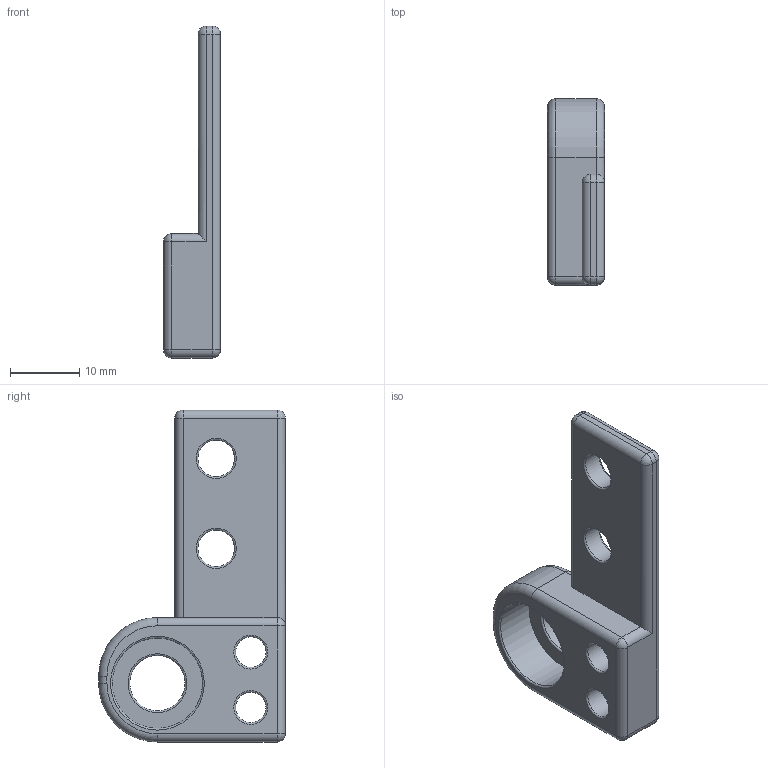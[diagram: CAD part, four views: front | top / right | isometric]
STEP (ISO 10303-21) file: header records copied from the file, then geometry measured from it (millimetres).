
FILE_DESCRIPTION(/* description */ (''),/* implementation_level */ '2;1');
FILE_NAME(/* name */ '13mmBearingBracketLeft.stp',/* time_stamp */ '2014-09-11T10:53:04-07:00',/* author */ ('Michael'),/* organization */ (''),/* preprocessor_version */ 'ST-DEVELOPER v15.6',/* originating_system */ 'Autodesk Inventor 2015',/* authorisation */ '');
FILE_SCHEMA (('AUTOMOTIVE_DESIGN { 1 0 10303 214 3 1 1 }'));
Length unit declared in the file: millimetre
Products named in the file (1): 13mmBearingBracketLeft
Bounding box: 8.25 x 27 x 48 mm (x, y, z)
Volume: 3894.2 mm3; surface area: 2949 mm2
Topology: 1 solids, 1 shells, 57 faces, 125 edges, 71 vertices
Faces by surface type: cylinder 25, torus 15, plane 10, sphere 7
Full cylindrical faces by diameter (mm): 4.4 x2, 5.3 x2, 8 x1, 13.06 x1
Entity records: 1467 total; most frequent: DIRECTION 282, CARTESIAN_POINT 227, ORIENTED_EDGE 206, AXIS2_PLACEMENT_3D 121, EDGE_CURVE 103, EDGE_LOOP 85, VERTEX_POINT 66, CIRCLE 61
